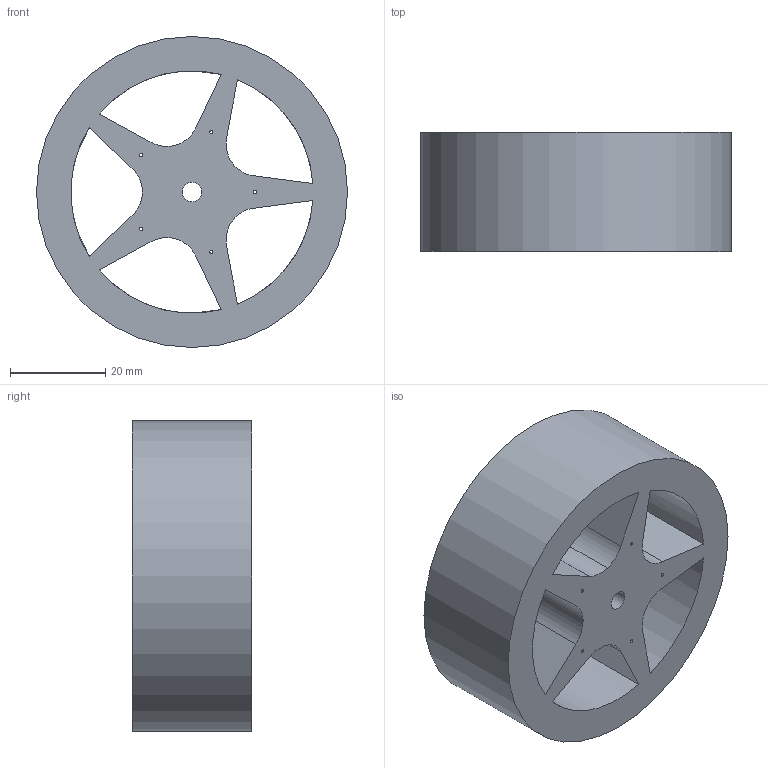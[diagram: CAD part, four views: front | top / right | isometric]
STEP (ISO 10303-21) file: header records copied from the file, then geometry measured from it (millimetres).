
FILE_DESCRIPTION(/* description */ (''),/* implementation_level */ '2;1');
FILE_NAME(/* name */ 'LeftWheel_ipt_ba86ca98.STEP',/* time_stamp */ '2023-05-04T16:41:07-05:00',/* author */ ('AdminForWorker'),/* organization */ (''),/* preprocessor_version */ 'ST-DEVELOPER v18.1',/* originating_system */ 'Autodesk Inventor 2021',/* authorisation */ '');
FILE_SCHEMA (('AUTOMOTIVE_DESIGN { 1 0 10303 214 3 1 1 }'));
Length unit declared in the file: metre
Products named in the file (1): LeftWheel
Bounding box: 65.27 x 25 x 65.27 mm (x, y, z)
Volume: 46559.8 mm3; surface area: 16598.3 mm2
Topology: 1 solids, 1 shells, 31 faces, 99 edges, 66 vertices
Faces by surface type: plane 13, bspline 10, cylinder 8
Full cylindrical faces by diameter (mm): 0.659 x5, 4.03 x1, 50.868 x1, 65.265 x1
Entity records: 1913 total; most frequent: CARTESIAN_POINT 987, ORIENTED_EDGE 198, DIRECTION 149, EDGE_CURVE 99, VERTEX_POINT 66, LINE 53, VECTOR 53, EDGE_LOOP 49
